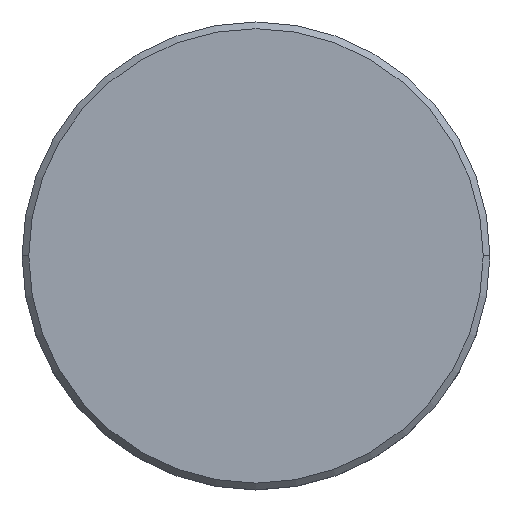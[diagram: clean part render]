
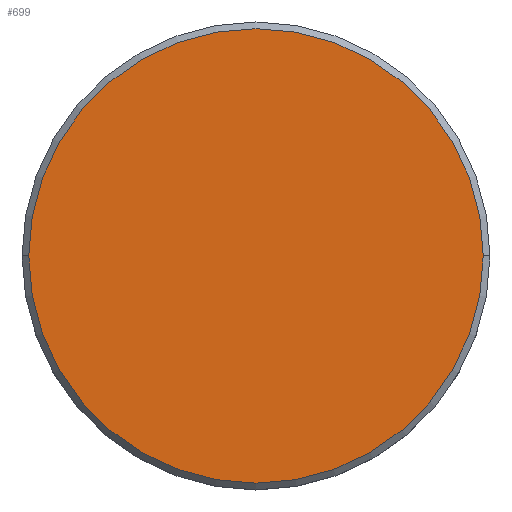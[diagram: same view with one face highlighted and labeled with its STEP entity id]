
A CAD part, top view. The second image highlights one B-rep face of the part: STEP entity #699.
In plain terms, the highlighted planar face has unit normal (0, 0, 1).
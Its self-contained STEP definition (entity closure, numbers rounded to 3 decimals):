
#12 = DIRECTION ( 'NONE',  ( 0., 0., 1. ) ) ;
#37 = CIRCLE ( 'NONE', #721, 17. ) ;
#72 = DIRECTION ( 'NONE',  ( 0., 0., 1. ) ) ;
#140 = ORIENTED_EDGE ( 'NONE', *, *, #1097, .T. ) ;
#164 = PLANE ( 'NONE',  #764 ) ;
#177 = DIRECTION ( 'NONE',  ( 1., 0., 0. ) ) ;
#219 = EDGE_CURVE ( 'NONE', #606, #712, #37, .T. ) ;
#234 = AXIS2_PLACEMENT_3D ( 'NONE', #898, #12, #1112 ) ;
#311 = CARTESIAN_POINT ( 'NONE',  ( -17., 0., 0. ) ) ;
#361 = CIRCLE ( 'NONE', #234, 17. ) ;
#363 = ORIENTED_EDGE ( 'NONE', *, *, #219, .T. ) ;
#381 = EDGE_LOOP ( 'NONE', ( #140, #363 ) ) ;
#443 = FACE_OUTER_BOUND ( 'NONE', #381, .T. ) ;
#564 = CARTESIAN_POINT ( 'NONE',  ( 0., 0., 0. ) ) ;
#606 = VERTEX_POINT ( 'NONE', #1073 ) ;
#699 = ADVANCED_FACE ( 'NONE', ( #443 ), #164, .T. ) ;
#712 = VERTEX_POINT ( 'NONE', #311 ) ;
#721 = AXIS2_PLACEMENT_3D ( 'NONE', #564, #834, #1009 ) ;
#764 = AXIS2_PLACEMENT_3D ( 'NONE', #865, #72, #177 ) ;
#834 = DIRECTION ( 'NONE',  ( 0., 0., 1. ) ) ;
#865 = CARTESIAN_POINT ( 'NONE',  ( 0., 0., 0. ) ) ;
#898 = CARTESIAN_POINT ( 'NONE',  ( 0., 0., 0. ) ) ;
#1009 = DIRECTION ( 'NONE',  ( 1., 0., 0. ) ) ;
#1073 = CARTESIAN_POINT ( 'NONE',  ( 17., 0., 0. ) ) ;
#1097 = EDGE_CURVE ( 'NONE', #712, #606, #361, .T. ) ;
#1112 = DIRECTION ( 'NONE',  ( 1., 0., 0. ) ) ;
